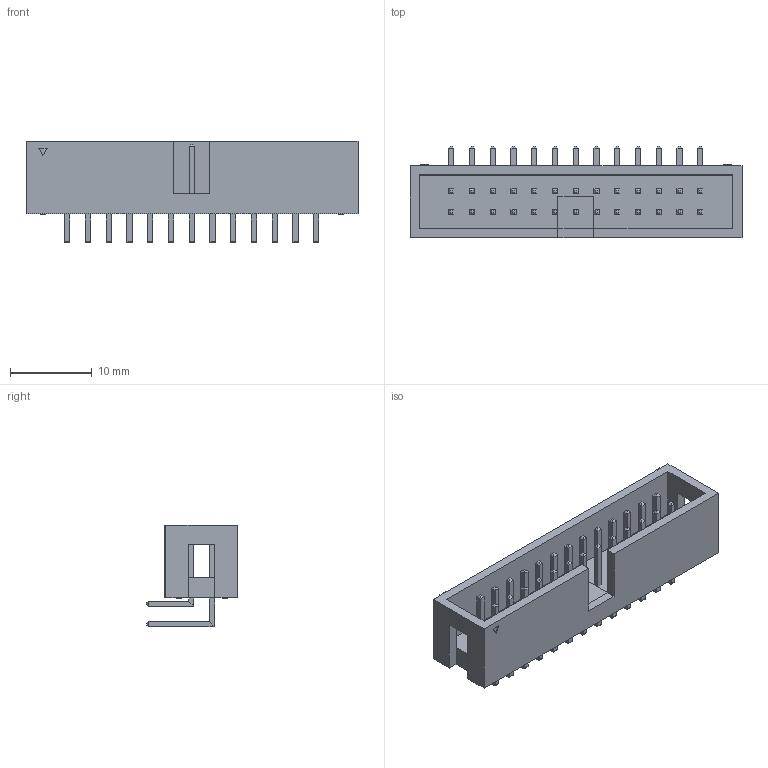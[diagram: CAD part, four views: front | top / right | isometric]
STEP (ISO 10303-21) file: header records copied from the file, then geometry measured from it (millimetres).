
FILE_DESCRIPTION(('FreeCAD Model'),'2;1');
FILE_NAME('ml_26_l.stp','2015-04-11T15:49:29',( 'FreeCAD'),('FreeCAD'),'Open CASCADE STEP processor 6.7','FreeCAD', 'Unknown');
FILE_SCHEMA(('AUTOMOTIVE_DESIGN_CC2 { 1 2 10303 214 -1 1 5 4 }'));
Length unit declared in the file: millimetre
Products named in the file (2): LinearPattern001; Array
Bounding box: 40.64 x 11.17 x 12.42 mm (x, y, z)
Volume: 1690.6 mm3; surface area: 3256 mm2
Topology: 27 solids, 27 shells, 672 faces, 1525 edges, 908 vertices
Faces by surface type: plane 616, cylinder 56
Full cylindrical faces by diameter (mm): 0.6 x4
Entity records: 38893 total; most frequent: CARTESIAN_POINT 6844, DIRECTION 6009, LINE 4127, VECTOR 4127, ORIENTED_EDGE 3050, PCURVE 3050, DEFINITIONAL_REPRESENTATION 3050, EDGE_CURVE 1525
